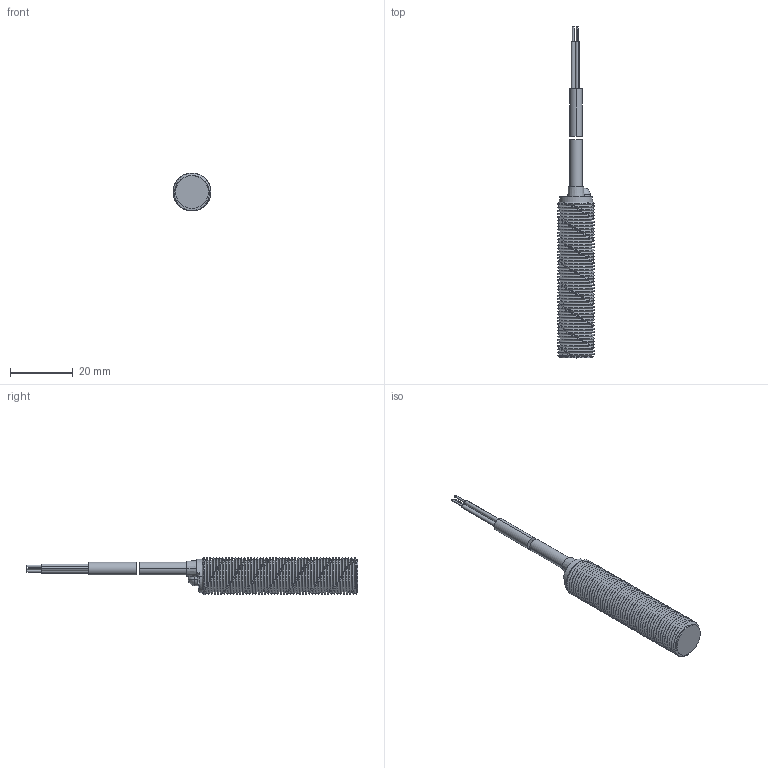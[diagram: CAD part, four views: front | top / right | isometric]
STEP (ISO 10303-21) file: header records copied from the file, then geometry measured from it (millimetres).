
FILE_DESCRIPTION(('FreeCAD Model'),'2;1');
FILE_NAME('FCM1-1202X-X3UX.stp','2017-08-17T13:36:12',('CM' ),('HTM Sensors'),'Open CASCADE STEP processor 6.8','FreeCAD', 'Unknown');
FILE_SCHEMA(('CONFIG_CONTROL_DESIGN','SHAPE_APPEARANCE_LAYER_MIM'));
Length unit declared in the file: millimetre
Products named in the file (3): ASSEMBLY; FCM1-1202X-X3UX001; FCM1-1202X-X3UX
Assembly tree (2 placements, depth 2):
  ASSEMBLY
    FCM1-1202X-X3UX001
    FCM1-1202X-X3UX
Bounding box: 12 x 105.5 x 12 mm (x, y, z)
Volume: 5492.9 mm3; surface area: 4538.3 mm2
Topology: 2 solids, 2 shells, 182 faces, 493 edges, 317 vertices
Faces by surface type: cylinder 120, bspline 30, plane 22, sphere 6, cone 4
Entity records: 67066 total; most frequent: CARTESIAN_POINT 59340, B_SPLINE_CURVE_WITH_KNOTS 1131, ORIENTED_EDGE 974, PCURVE 974, DEFINITIONAL_REPRESENTATION 974, DIRECTION 708, EDGE_CURVE 487, SURFACE_CURVE 487
